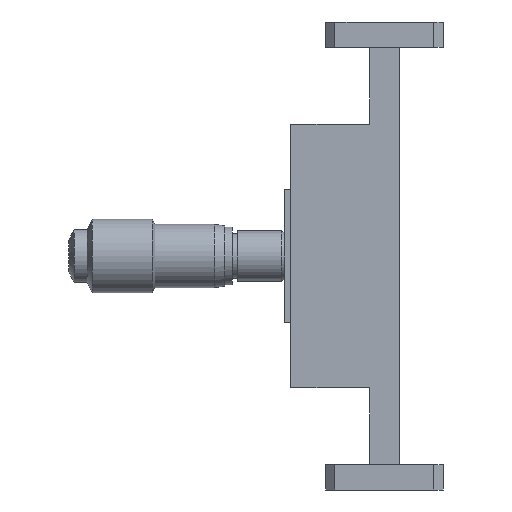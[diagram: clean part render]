
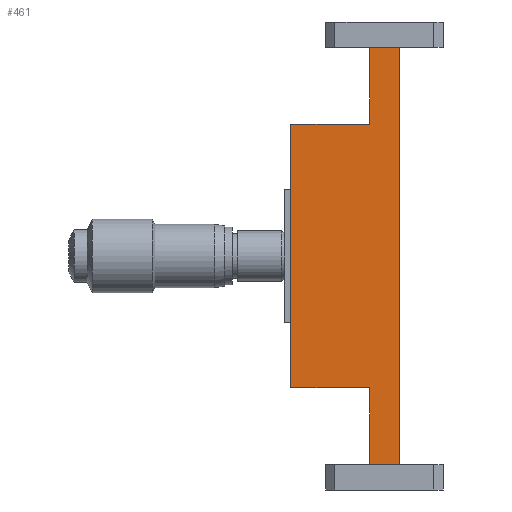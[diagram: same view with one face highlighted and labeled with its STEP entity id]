
A CAD part, left-side view. The second image highlights one B-rep face of the part: STEP entity #461.
In plain terms, the highlighted planar face has unit normal (-1, 0, 0).
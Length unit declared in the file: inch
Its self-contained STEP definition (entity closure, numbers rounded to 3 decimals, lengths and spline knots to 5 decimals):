
#9 = VERTEX_POINT ( 'NONE', #366 ) ;
#16 = VERTEX_POINT ( 'NONE', #2134 ) ;
#79 = ORIENTED_EDGE ( 'NONE', *, *, #2091, .F. ) ;
#123 = CARTESIAN_POINT ( 'NONE',  ( -0.62696, -0.31438, 1.466 ) ) ;
#135 = LINE ( 'NONE', #123, #1193 ) ;
#243 = CARTESIAN_POINT ( 'NONE',  ( -0.62696, -0.20438, 2.041 ) ) ;
#291 = VERTEX_POINT ( 'NONE', #1228 ) ;
#334 = LINE ( 'NONE', #1817, #2097 ) ;
#365 = DIRECTION ( 'NONE',  ( 0., 0., -1. ) ) ;
#366 = CARTESIAN_POINT ( 'NONE',  ( -0.62696, -0.20438, 1.466 ) ) ;
#461 = ADVANCED_FACE ( 'NONE', ( #1388 ), #1930, .F. ) ;
#628 = VERTEX_POINT ( 'NONE', #243 ) ;
#654 = DIRECTION ( 'NONE',  ( 0., 0., -1. ) ) ;
#719 = EDGE_CURVE ( 'NONE', #291, #16, #334, .T. ) ;
#794 = ORIENTED_EDGE ( 'NONE', *, *, #2212, .T. ) ;
#885 = EDGE_CURVE ( 'NONE', #291, #1253, #1925, .T. ) ;
#1124 = ORIENTED_EDGE ( 'NONE', *, *, #2476, .T. ) ;
#1133 = DIRECTION ( 'NONE',  ( 0., 1., 0. ) ) ;
#1176 = DIRECTION ( 'NONE',  ( 0., 0., 1. ) ) ;
#1193 = VECTOR ( 'NONE', #2109, 39.37008 ) ;
#1197 = LINE ( 'NONE', #2823, #2849 ) ;
#1228 = CARTESIAN_POINT ( 'NONE',  ( -0.62696, -0.20438, -1.079 ) ) ;
#1253 = VERTEX_POINT ( 'NONE', #2278 ) ;
#1316 = DIRECTION ( 'NONE',  ( 0., 0., -1. ) ) ;
#1335 = ORIENTED_EDGE ( 'NONE', *, *, #1729, .T. ) ;
#1375 = ORIENTED_EDGE ( 'NONE', *, *, #719, .F. ) ;
#1388 = FACE_OUTER_BOUND ( 'NONE', #2694, .T. ) ;
#1438 = ORIENTED_EDGE ( 'NONE', *, *, #2783, .T. ) ;
#1497 = VECTOR ( 'NONE', #2116, 39.37008 ) ;
#1526 = VECTOR ( 'NONE', #1316, 39.37008 ) ;
#1541 = VECTOR ( 'NONE', #654, 39.37008 ) ;
#1647 = LINE ( 'NONE', #2532, #1497 ) ;
#1655 = ORIENTED_EDGE ( 'NONE', *, *, #885, .T. ) ;
#1670 = CARTESIAN_POINT ( 'NONE',  ( -0.62696, -0.31438, -1.079 ) ) ;
#1729 = EDGE_CURVE ( 'NONE', #2552, #2117, #2172, .T. ) ;
#1807 = EDGE_CURVE ( 'NONE', #2662, #628, #1197, .T. ) ;
#1817 = CARTESIAN_POINT ( 'NONE',  ( -0.62696, -0.20438, -0.504 ) ) ;
#1824 = CARTESIAN_POINT ( 'NONE',  ( -0.62696, -0.31438, -0.504 ) ) ;
#1848 = VECTOR ( 'NONE', #2108, 39.37008 ) ;
#1915 = VECTOR ( 'NONE', #1133, 39.37008 ) ;
#1925 = LINE ( 'NONE', #1670, #1848 ) ;
#1930 = PLANE ( 'NONE',  #1979 ) ;
#1979 = AXIS2_PLACEMENT_3D ( 'NONE', #2354, #2161, #365 ) ;
#2004 = CARTESIAN_POINT ( 'NONE',  ( -0.62696, 0.38617, -0.504 ) ) ;
#2026 = LINE ( 'NONE', #1824, #1915 ) ;
#2035 = CARTESIAN_POINT ( 'NONE',  ( -0.62696, -0.42438, 2.041 ) ) ;
#2083 = ORIENTED_EDGE ( 'NONE', *, *, #1807, .T. ) ;
#2091 = EDGE_CURVE ( 'NONE', #16, #2117, #2026, .T. ) ;
#2097 = VECTOR ( 'NONE', #1176, 39.37008 ) ;
#2108 = DIRECTION ( 'NONE',  ( 0., -1., 0. ) ) ;
#2109 = DIRECTION ( 'NONE',  ( 0., 1., 0. ) ) ;
#2116 = DIRECTION ( 'NONE',  ( 0., 0., 1. ) ) ;
#2117 = VERTEX_POINT ( 'NONE', #2505 ) ;
#2134 = CARTESIAN_POINT ( 'NONE',  ( -0.62696, -0.20438, -0.504 ) ) ;
#2161 = DIRECTION ( 'NONE',  ( 1., 0., 0. ) ) ;
#2172 = LINE ( 'NONE', #2004, #1526 ) ;
#2212 = EDGE_CURVE ( 'NONE', #9, #2552, #135, .T. ) ;
#2220 = LINE ( 'NONE', #2621, #1541 ) ;
#2278 = CARTESIAN_POINT ( 'NONE',  ( -0.62696, -0.42438, -1.079 ) ) ;
#2354 = CARTESIAN_POINT ( 'NONE',  ( -0.62696, -0.42438, 1.466 ) ) ;
#2407 = DIRECTION ( 'NONE',  ( 0., 1., 0. ) ) ;
#2421 = CARTESIAN_POINT ( 'NONE',  ( -0.62696, 0.38617, 1.466 ) ) ;
#2476 = EDGE_CURVE ( 'NONE', #628, #9, #2220, .T. ) ;
#2505 = CARTESIAN_POINT ( 'NONE',  ( -0.62696, 0.38617, -0.504 ) ) ;
#2532 = CARTESIAN_POINT ( 'NONE',  ( -0.62696, -0.42438, 1.466 ) ) ;
#2552 = VERTEX_POINT ( 'NONE', #2421 ) ;
#2621 = CARTESIAN_POINT ( 'NONE',  ( -0.62696, -0.20438, 1.466 ) ) ;
#2662 = VERTEX_POINT ( 'NONE', #2035 ) ;
#2694 = EDGE_LOOP ( 'NONE', ( #1124, #794, #1335, #79, #1375, #1655, #1438, #2083 ) ) ;
#2783 = EDGE_CURVE ( 'NONE', #1253, #2662, #1647, .T. ) ;
#2823 = CARTESIAN_POINT ( 'NONE',  ( -0.62696, -0.31438, 2.041 ) ) ;
#2849 = VECTOR ( 'NONE', #2407, 39.37008 ) ;
